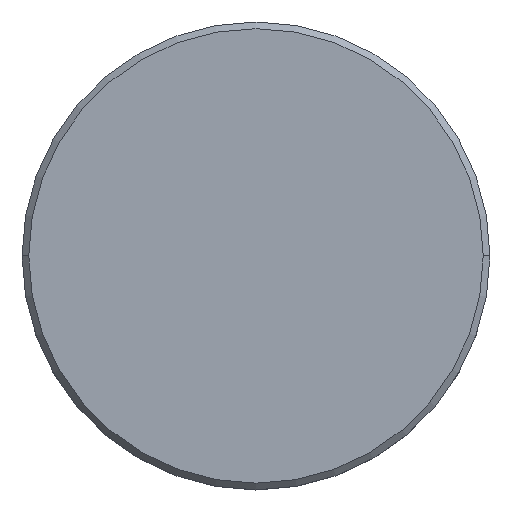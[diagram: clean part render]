
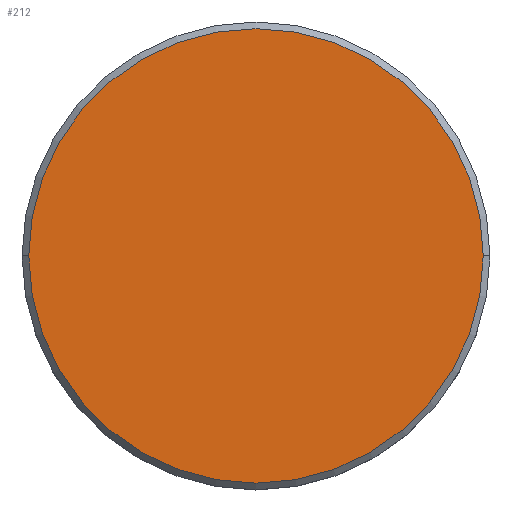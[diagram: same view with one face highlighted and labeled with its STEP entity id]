
A CAD part, top view. The second image highlights one B-rep face of the part: STEP entity #212.
In plain terms, the highlighted planar face has unit normal (0, 0, 1).
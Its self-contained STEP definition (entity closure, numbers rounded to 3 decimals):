
#42 = CIRCLE ( 'NONE', #832, 17. ) ;
#56 = VERTEX_POINT ( 'NONE', #531 ) ;
#73 = CARTESIAN_POINT ( 'NONE',  ( 0., 0., 0. ) ) ;
#190 = CIRCLE ( 'NONE', #326, 17. ) ;
#212 = ADVANCED_FACE ( 'NONE', ( #454 ), #732, .T. ) ;
#270 = CARTESIAN_POINT ( 'NONE',  ( 0., 0., 0. ) ) ;
#287 = CARTESIAN_POINT ( 'NONE',  ( 0., 0., 0. ) ) ;
#326 = AXIS2_PLACEMENT_3D ( 'NONE', #287, #589, #676 ) ;
#357 = EDGE_CURVE ( 'NONE', #56, #1112, #42, .T. ) ;
#365 = DIRECTION ( 'NONE',  ( 0., 0., 1. ) ) ;
#421 = AXIS2_PLACEMENT_3D ( 'NONE', #270, #365, #469 ) ;
#454 = FACE_OUTER_BOUND ( 'NONE', #670, .T. ) ;
#469 = DIRECTION ( 'NONE',  ( 1., 0., 0. ) ) ;
#521 = CARTESIAN_POINT ( 'NONE',  ( -17., 0., 0. ) ) ;
#531 = CARTESIAN_POINT ( 'NONE',  ( 17., 0., 0. ) ) ;
#589 = DIRECTION ( 'NONE',  ( 0., 0., 1. ) ) ;
#669 = DIRECTION ( 'NONE',  ( 1., 0., 0. ) ) ;
#670 = EDGE_LOOP ( 'NONE', ( #711, #809 ) ) ;
#676 = DIRECTION ( 'NONE',  ( 1., 0., 0. ) ) ;
#711 = ORIENTED_EDGE ( 'NONE', *, *, #976, .T. ) ;
#732 = PLANE ( 'NONE',  #421 ) ;
#808 = DIRECTION ( 'NONE',  ( 0., 0., 1. ) ) ;
#809 = ORIENTED_EDGE ( 'NONE', *, *, #357, .T. ) ;
#832 = AXIS2_PLACEMENT_3D ( 'NONE', #73, #808, #669 ) ;
#976 = EDGE_CURVE ( 'NONE', #1112, #56, #190, .T. ) ;
#1112 = VERTEX_POINT ( 'NONE', #521 ) ;
